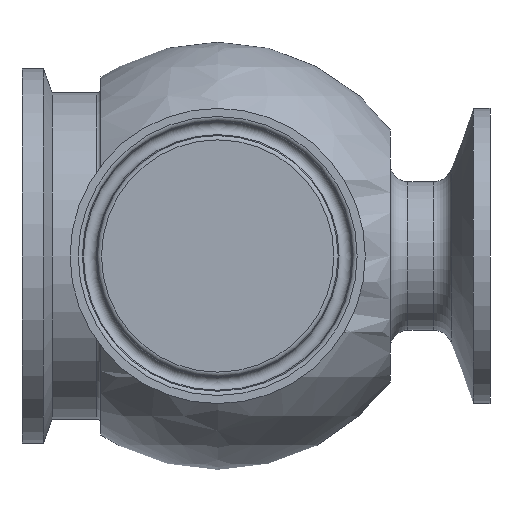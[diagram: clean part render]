
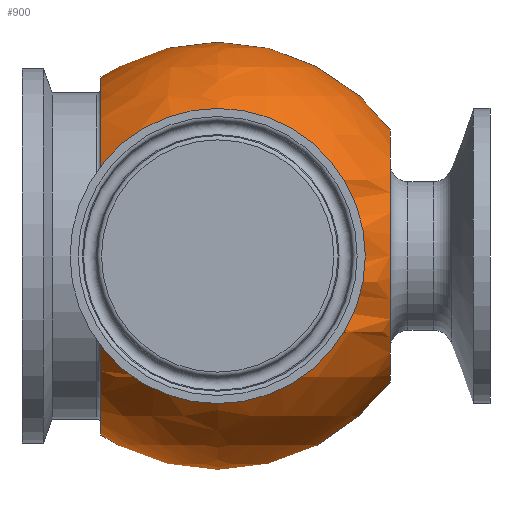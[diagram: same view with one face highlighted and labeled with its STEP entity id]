
A CAD part, left-side view. The second image highlights one B-rep face of the part: STEP entity #900.
In plain terms, the highlighted spherical face has radius 36.5 mm.
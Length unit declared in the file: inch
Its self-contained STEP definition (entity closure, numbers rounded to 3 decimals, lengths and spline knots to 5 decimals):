
#15=SPHERICAL_SURFACE('',#1057,1.437);
#18=FACE_BOUND('',#174,.T.);
#19=FACE_BOUND('',#175,.T.);
#20=FACE_BOUND('',#176,.T.);
#124=FACE_OUTER_BOUND('',#173,.T.);
#173=EDGE_LOOP('',(#760,#761,#762,#763,#764,#765,#766,#767));
#174=EDGE_LOOP('',(#768));
#175=EDGE_LOOP('',(#769));
#176=EDGE_LOOP('',(#770));
#266=CIRCLE('',#1030,0.688);
#267=CIRCLE('',#1031,0.688);
#270=CIRCLE('',#1034,0.688);
#271=CIRCLE('',#1035,0.688);
#288=CIRCLE('',#1058,1.437);
#289=CIRCLE('',#1059,1.437);
#290=CIRCLE('',#1060,0.85088);
#291=CIRCLE('',#1061,0.69996);
#292=CIRCLE('',#1062,1.20364);
#379=VERTEX_POINT('',#1630);
#380=VERTEX_POINT('',#1631);
#381=VERTEX_POINT('',#1633);
#384=VERTEX_POINT('',#1640);
#399=VERTEX_POINT('',#1682);
#400=VERTEX_POINT('',#1684);
#401=VERTEX_POINT('',#1686);
#402=VERTEX_POINT('',#1688);
#403=VERTEX_POINT('',#1690);
#506=EDGE_CURVE('',#379,#380,#266,.T.);
#507=EDGE_CURVE('',#380,#381,#267,.T.);
#511=EDGE_CURVE('',#381,#384,#270,.T.);
#512=EDGE_CURVE('',#384,#379,#271,.T.);
#532=EDGE_CURVE('',#384,#399,#288,.T.);
#533=EDGE_CURVE('',#400,#380,#289,.T.);
#534=EDGE_CURVE('',#401,#401,#290,.T.);
#535=EDGE_CURVE('',#402,#402,#291,.T.);
#536=EDGE_CURVE('',#403,#403,#292,.T.);
#760=ORIENTED_EDGE('',*,*,#506,.F.);
#761=ORIENTED_EDGE('',*,*,#512,.F.);
#762=ORIENTED_EDGE('',*,*,#532,.T.);
#763=ORIENTED_EDGE('',*,*,#532,.F.);
#764=ORIENTED_EDGE('',*,*,#511,.F.);
#765=ORIENTED_EDGE('',*,*,#507,.F.);
#766=ORIENTED_EDGE('',*,*,#533,.F.);
#767=ORIENTED_EDGE('',*,*,#533,.T.);
#768=ORIENTED_EDGE('',*,*,#534,.T.);
#769=ORIENTED_EDGE('',*,*,#535,.T.);
#770=ORIENTED_EDGE('',*,*,#536,.F.);
#900=ADVANCED_FACE('',(#124,#18,#19,#20),#15,.T.);
#1030=AXIS2_PLACEMENT_3D('',#1632,#1305,#1306);
#1031=AXIS2_PLACEMENT_3D('',#1634,#1307,#1308);
#1034=AXIS2_PLACEMENT_3D('',#1641,#1314,#1315);
#1035=AXIS2_PLACEMENT_3D('',#1642,#1316,#1317);
#1057=AXIS2_PLACEMENT_3D('',#1681,#1363,#1364);
#1058=AXIS2_PLACEMENT_3D('',#1683,#1365,#1366);
#1059=AXIS2_PLACEMENT_3D('',#1685,#1367,#1368);
#1060=AXIS2_PLACEMENT_3D('',#1687,#1369,#1370);
#1061=AXIS2_PLACEMENT_3D('',#1689,#1371,#1372);
#1062=AXIS2_PLACEMENT_3D('',#1691,#1373,#1374);
#1305=DIRECTION('center_axis',(-1.,0.,0.));
#1306=DIRECTION('ref_axis',(0.,1.,0.));
#1307=DIRECTION('center_axis',(-1.,0.,0.));
#1308=DIRECTION('ref_axis',(0.,1.,0.));
#1314=DIRECTION('center_axis',(-1.,0.,0.));
#1315=DIRECTION('ref_axis',(0.,1.,0.));
#1316=DIRECTION('center_axis',(-1.,0.,0.));
#1317=DIRECTION('ref_axis',(0.,1.,0.));
#1363=DIRECTION('center_axis',(0.,0.,-1.));
#1364=DIRECTION('ref_axis',(1.,0.,0.));
#1365=DIRECTION('center_axis',(0.,1.,0.));
#1366=DIRECTION('ref_axis',(-1.,0.,0.));
#1367=DIRECTION('center_axis',(0.,1.,0.));
#1368=DIRECTION('ref_axis',(-1.,0.,0.));
#1369=DIRECTION('center_axis',(0.,1.,0.));
#1370=DIRECTION('ref_axis',(-1.,0.,0.));
#1371=DIRECTION('center_axis',(-1.,0.,0.));
#1372=DIRECTION('ref_axis',(0.,0.,1.));
#1373=DIRECTION('center_axis',(0.,1.,0.));
#1374=DIRECTION('ref_axis',(-1.,0.,0.));
#1630=CARTESIAN_POINT('',(1.37871,3.59084,1.687));
#1631=CARTESIAN_POINT('',(1.37871,2.90284,0.999));
#1632=CARTESIAN_POINT('Origin',(1.37871,2.90284,1.687));
#1633=CARTESIAN_POINT('',(1.37871,2.21484,1.687));
#1634=CARTESIAN_POINT('Origin',(1.37871,2.90284,1.687));
#1640=CARTESIAN_POINT('',(1.37871,2.90284,2.375));
#1641=CARTESIAN_POINT('Origin',(1.37871,2.90284,1.687));
#1642=CARTESIAN_POINT('Origin',(1.37871,2.90284,1.687));
#1681=CARTESIAN_POINT('Origin',(2.6403,2.90284,1.687));
#1682=CARTESIAN_POINT('',(2.6403,2.90284,3.124));
#1683=CARTESIAN_POINT('Origin',(2.6403,2.90284,1.687));
#1684=CARTESIAN_POINT('',(2.6403,2.90284,0.25));
#1685=CARTESIAN_POINT('Origin',(2.6403,2.90284,1.687));
#1686=CARTESIAN_POINT('',(3.49119,1.74484,1.687));
#1687=CARTESIAN_POINT('Origin',(2.6403,1.74484,1.687));
#1688=CARTESIAN_POINT('',(3.8953,2.20288,1.687));
#1689=CARTESIAN_POINT('Origin',(3.8953,2.90284,1.687));
#1690=CARTESIAN_POINT('',(3.84394,3.68784,1.687));
#1691=CARTESIAN_POINT('Origin',(2.6403,3.68784,1.687));
